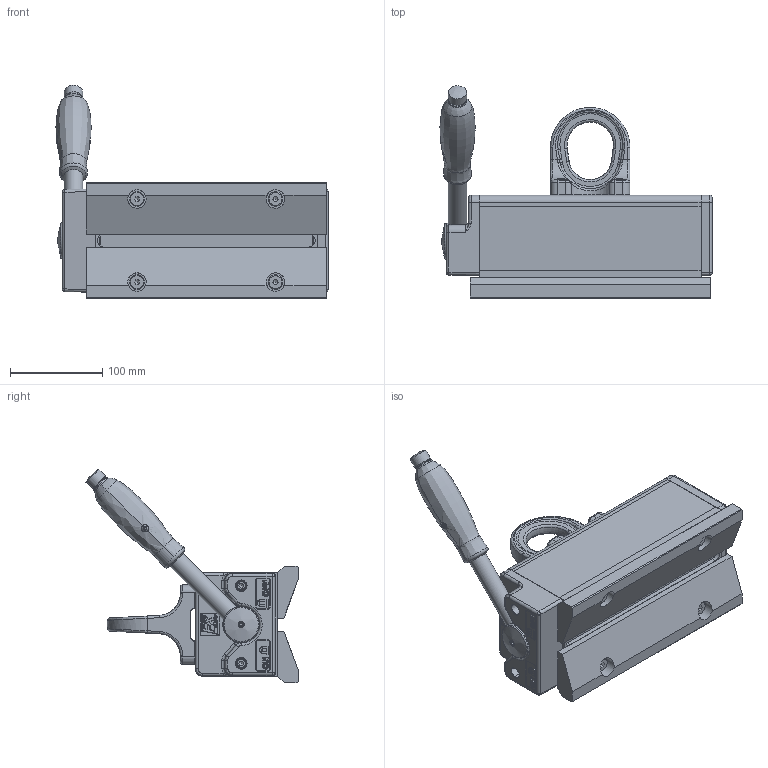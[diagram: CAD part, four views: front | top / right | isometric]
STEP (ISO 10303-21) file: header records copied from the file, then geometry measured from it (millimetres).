
FILE_DESCRIPTION(/* description */ (''),/* implementation_level */ '2;1');
FILE_NAME(/* name */ 'E0161882.stp',/* time_stamp */ '2024-06-11T11:21:23+02:00',/* author */ ('ep'),/* organization */ (''),/* preprocessor_version */ 'ST-DEVELOPER v18.1',/* originating_system */ 'Autodesk Inventor 2021',/* authorisation */ '');
FILE_SCHEMA (('AUTOMOTIVE_DESIGN { 1 0 10303 214 3 1 1 }'));
Products named in the file (1): E0161882
Bounding box: 294.84 x 229.71 x 231.21 mm (x, y, z)
Volume: 3303343.3 mm3; surface area: 727599.3 mm2
Topology: 78 solids, 81 shells, 2579 faces, 5966 edges, 3639 vertices
Faces by surface type: plane 1170, cylinder 637, bspline 299, cone 277, torus 111, sphere 85
Full cylindrical faces by diameter (mm): 1.333 x4, 3.3 x22, 4 x22, 4.3 x20, 5 x9, 6 x8, 6.03 x4, 6.1 x1, 6.5 x2, 6.8 x14, 7.64 x20, 8 x16, 8.5 x4, 9 x10, 9.8 x2, 10 x17, 10.2 x1, 10.3 x1, 11 x2, 12 x1, 13 x10, 14 x4, 15 x4, 16 x4, 17.8 x1, 19.8 x2, 20 x6, 20.05 x1, 39 x1, 39.95 x2
Entity records: 114684 total; most frequent: CARTESIAN_POINT 57909, ORIENTED_EDGE 11712, DIRECTION 11464, EDGE_CURVE 5862, AXIS2_PLACEMENT_3D 4154, VERTEX_POINT 3639, LINE 3156, VECTOR 3156
